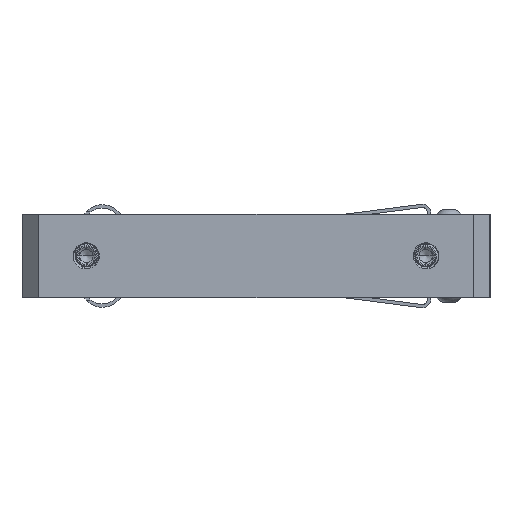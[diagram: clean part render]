
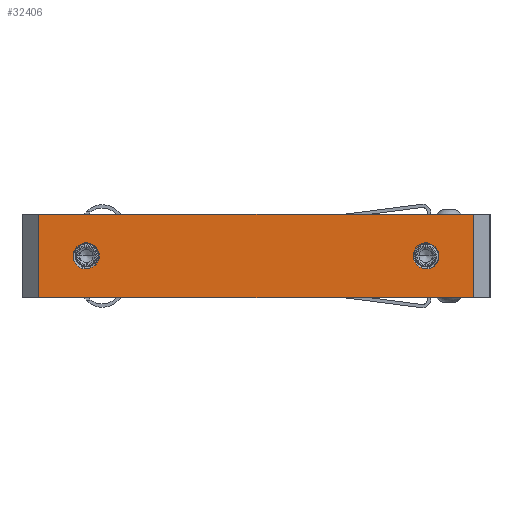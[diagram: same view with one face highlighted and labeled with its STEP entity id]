
A CAD part, left-side view. The second image highlights one B-rep face of the part: STEP entity #32406.
In plain terms, the highlighted planar face has unit normal (-1, 0, 0).
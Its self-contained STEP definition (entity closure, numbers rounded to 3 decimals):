
#12278=DIRECTION('',(0.,1.,0.));
#12279=VECTOR('',#12278,66.04);
#12280=CARTESIAN_POINT('',(-35.56,-33.02,-6.35));
#12281=LINE('',#12280,#12279);
#12323=DIRECTION('',(0.,0.,1.));
#12324=VECTOR('',#12323,12.7);
#12325=CARTESIAN_POINT('',(-35.56,33.02,-6.35));
#12326=LINE('',#12325,#12324);
#12327=DIRECTION('',(0.,1.,0.));
#12328=VECTOR('',#12327,66.04);
#12329=CARTESIAN_POINT('',(-35.56,-33.02,6.35));
#12330=LINE('',#12329,#12328);
#12331=DIRECTION('',(0.,0.,1.));
#12332=VECTOR('',#12331,12.7);
#12333=CARTESIAN_POINT('',(-35.56,-33.02,-6.35));
#12334=LINE('',#12333,#12332);
#12335=CARTESIAN_POINT('',(-35.56,25.494,-1.882));
#12336=CARTESIAN_POINT('',(-35.56,25.652,-1.923));
#12337=CARTESIAN_POINT('',(-35.56,25.972,-1.962));
#12338=CARTESIAN_POINT('',(-35.56,26.3,-1.922));
#12339=CARTESIAN_POINT('',(-35.56,26.466,-1.879));
#12341=CARTESIAN_POINT('',(-35.56,27.778,-0.104));
#12342=CARTESIAN_POINT('',(-35.56,27.771,0.067));
#12343=CARTESIAN_POINT('',(-35.56,27.713,0.392));
#12344=CARTESIAN_POINT('',(-35.56,27.582,0.687));
#12345=CARTESIAN_POINT('',(-35.56,27.496,0.826));
#12347=CARTESIAN_POINT('',(-35.56,26.466,-1.879));
#12348=CARTESIAN_POINT('',(-35.56,26.598,-1.831));
#12349=CARTESIAN_POINT('',(-35.56,26.853,-1.707));
#12350=CARTESIAN_POINT('',(-35.56,27.217,-1.419));
#12351=CARTESIAN_POINT('',(-35.56,27.516,-1.034));
#12352=CARTESIAN_POINT('',(-35.56,27.714,-0.583));
#12353=CARTESIAN_POINT('',(-35.56,27.77,-0.268));
#12354=CARTESIAN_POINT('',(-35.56,27.778,-0.104));
#12356=CARTESIAN_POINT('',(-35.56,-26.466,-1.879));
#12357=CARTESIAN_POINT('',(-35.56,-26.3,-1.922));
#12358=CARTESIAN_POINT('',(-35.56,-25.972,-1.962));
#12359=CARTESIAN_POINT('',(-35.56,-25.652,-1.923));
#12360=CARTESIAN_POINT('',(-35.56,-25.494,-1.882));
#12362=CARTESIAN_POINT('',(-35.56,-27.778,-0.104));
#12363=CARTESIAN_POINT('',(-35.56,-27.77,-0.268));
#12364=CARTESIAN_POINT('',(-35.56,-27.714,-0.583));
#12365=CARTESIAN_POINT('',(-35.56,-27.516,-1.034));
#12366=CARTESIAN_POINT('',(-35.56,-27.217,-1.419));
#12367=CARTESIAN_POINT('',(-35.56,-26.853,-1.707));
#12368=CARTESIAN_POINT('',(-35.56,-26.598,-1.831));
#12369=CARTESIAN_POINT('',(-35.56,-26.466,-1.879));
#12371=CARTESIAN_POINT('',(-35.56,-27.497,0.825));
#12372=CARTESIAN_POINT('',(-35.56,-27.582,0.686));
#12373=CARTESIAN_POINT('',(-35.56,-27.713,0.392));
#12374=CARTESIAN_POINT('',(-35.56,-27.771,0.066));
#12375=CARTESIAN_POINT('',(-35.56,-27.778,-0.104));
#14220=CARTESIAN_POINT('',(-35.56,25.781,0.));
#14221=DIRECTION('',(1.,0.,0.));
#14222=DIRECTION('',(0.,0.901,0.434));
#14223=AXIS2_PLACEMENT_3D('',#14220,#14221,#14222);
#14957=CARTESIAN_POINT('',(-35.56,-25.781,0.));
#14958=DIRECTION('',(1.,0.,0.));
#14959=DIRECTION('',(0.,0.151,-0.989));
#14960=AXIS2_PLACEMENT_3D('',#14957,#14958,#14959);
#14987=CARTESIAN_POINT('',(-35.56,-27.778,-0.104));
#15181=CARTESIAN_POINT('',(-35.56,-26.466,-1.879));
#21694=CARTESIAN_POINT('',(-35.56,-33.02,6.35));
#21695=CARTESIAN_POINT('',(-35.56,33.02,6.35));
#21696=VERTEX_POINT('',#21694);
#21697=VERTEX_POINT('',#21695);
#21714=CARTESIAN_POINT('',(-35.56,-33.02,-6.35));
#21715=VERTEX_POINT('',#21714);
#21716=CARTESIAN_POINT('',(-35.56,33.02,-6.35));
#21718=VERTEX_POINT('',#21716);
#22108=VERTEX_POINT('',#12335);
#22109=VERTEX_POINT('',#12339);
#22110=VERTEX_POINT('',#12354);
#22111=VERTEX_POINT('',#12345);
#22133=VERTEX_POINT('',#15181);
#22134=VERTEX_POINT('',#14987);
#22213=VERTEX_POINT('',#12360);
#22214=VERTEX_POINT('',#12371);
#32375=CARTESIAN_POINT('',(-35.56,-33.02,6.35));
#32376=DIRECTION('',(1.,0.,0.));
#32377=DIRECTION('',(0.,0.,-1.));
#32378=AXIS2_PLACEMENT_3D('',#32375,#32376,#32377);
#32379=PLANE('',#32378);
#32380=ORIENTED_EDGE('',*,*,#32328,.T.);
#32381=ORIENTED_EDGE('',*,*,#32370,.T.);
#32382=ORIENTED_EDGE('',*,*,#32276,.F.);
#32383=ORIENTED_EDGE('',*,*,#32310,.F.);
#32384=EDGE_LOOP('',(#32380,#32381,#32382,#32383));
#32385=FACE_OUTER_BOUND('',#32384,.F.);
#32387=ORIENTED_EDGE('',*,*,#32386,.F.);
#32389=ORIENTED_EDGE('',*,*,#32388,.F.);
#32391=ORIENTED_EDGE('',*,*,#32390,.F.);
#32393=ORIENTED_EDGE('',*,*,#32392,.F.);
#32394=EDGE_LOOP('',(#32387,#32389,#32391,#32393));
#32395=FACE_BOUND('',#32394,.F.);
#32397=ORIENTED_EDGE('',*,*,#32396,.F.);
#32399=ORIENTED_EDGE('',*,*,#32398,.F.);
#32401=ORIENTED_EDGE('',*,*,#32400,.F.);
#32403=ORIENTED_EDGE('',*,*,#32402,.F.);
#32404=EDGE_LOOP('',(#32397,#32399,#32401,#32403));
#32405=FACE_BOUND('',#32404,.F.);
#32406=ADVANCED_FACE('',(#32385,#32395,#32405),#32379,.F.);
#12340=B_SPLINE_CURVE_WITH_KNOTS('',3,(#12335,#12336,#12337,#12338,#12339),
.UNSPECIFIED.,.F.,.F.,(4,1,4),(0.,0.5,1.),.UNSPECIFIED.);
#12346=B_SPLINE_CURVE_WITH_KNOTS('',3,(#12341,#12342,#12343,#12344,#12345),
.UNSPECIFIED.,.F.,.F.,(4,1,4),(0.,0.5,1.),.UNSPECIFIED.);
#12355=B_SPLINE_CURVE_WITH_KNOTS('',3,(#12347,#12348,#12349,#12350,#12351,
#12352,#12353,#12354),.UNSPECIFIED.,.F.,.F.,(4,1,1,1,1,4),(0.,0.2,0.4,
0.6,0.8,1.),.UNSPECIFIED.);
#12361=B_SPLINE_CURVE_WITH_KNOTS('',3,(#12356,#12357,#12358,#12359,#12360),
.UNSPECIFIED.,.F.,.F.,(4,1,4),(0.,0.5,1.),.UNSPECIFIED.);
#12370=B_SPLINE_CURVE_WITH_KNOTS('',3,(#12362,#12363,#12364,#12365,#12366,
#12367,#12368,#12369),.UNSPECIFIED.,.F.,.F.,(4,1,1,1,1,4),(0.,0.2,0.4,
0.6,0.8,1.),.UNSPECIFIED.);
#12376=B_SPLINE_CURVE_WITH_KNOTS('',3,(#12371,#12372,#12373,#12374,#12375),
.UNSPECIFIED.,.F.,.F.,(4,1,4),(0.,0.5,1.),.UNSPECIFIED.);
#14224=CIRCLE('',#14223,1.904);
#14961=CIRCLE('',#14960,1.904);
#32276=EDGE_CURVE('',#21696,#21697,#12330,.T.);
#32310=EDGE_CURVE('',#21715,#21696,#12334,.T.);
#32328=EDGE_CURVE('',#21715,#21718,#12281,.T.);
#32370=EDGE_CURVE('',#21718,#21697,#12326,.T.);
#32386=EDGE_CURVE('',#22108,#22109,#12340,.T.);
#32388=EDGE_CURVE('',#22111,#22108,#14224,.T.);
#32390=EDGE_CURVE('',#22110,#22111,#12346,.T.);
#32392=EDGE_CURVE('',#22109,#22110,#12355,.T.);
#32396=EDGE_CURVE('',#22133,#22213,#12361,.T.);
#32398=EDGE_CURVE('',#22134,#22133,#12370,.T.);
#32400=EDGE_CURVE('',#22214,#22134,#12376,.T.);
#32402=EDGE_CURVE('',#22213,#22214,#14961,.T.);
